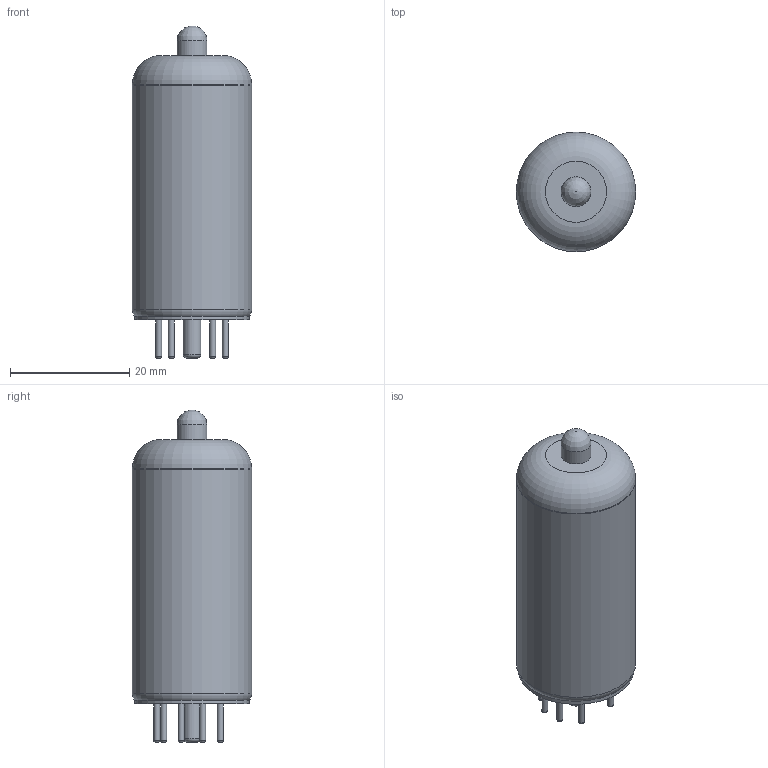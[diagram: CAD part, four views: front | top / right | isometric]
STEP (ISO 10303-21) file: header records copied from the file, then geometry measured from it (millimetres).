
FILE_DESCRIPTION(/* description */ ('model of Valve_ECC-83-2'),/* implementation_level */ '2;1');
FILE_NAME(/* name */ 'Valve_ECC-83-2.step',/* time_stamp */ '2018-11-12T22:03:29',/* author */ ('kicad StepUp','ksu'),/* organization */ ('FreeCAD'),/* preprocessor_version */ 'OCC',/* originating_system */ 'kicad StepUp',/* authorisation */ '');
FILE_SCHEMA(('AUTOMOTIVE_DESIGN { 1 0 10303 214 1 1 1 1 }'));
Length unit declared in the file: millimetre
Products named in the file (1): Valve_ECC_83_2
Bounding box: 20 x 20 x 55.66 mm (x, y, z)
Volume: 13787.2 mm3; surface area: 3544.1 mm2
Topology: 1 solids, 1 shells, 41 faces, 68 edges, 40 vertices
Faces by surface type: cylinder 15, plane 13, torus 12, revolution 1
Full cylindrical faces by diameter (mm): 1 x9, 3 x1, 5 x1, 19.2 x1, 20 x3
Entity records: 1281 total; most frequent: DIRECTION 204, CARTESIAN_POINT 162, ORIENTED_EDGE 136, AXIS2_PLACEMENT_3D 94, EDGE_CURVE 68, CIRCLE 53, FACE_BOUND 52, EDGE_LOOP 52
